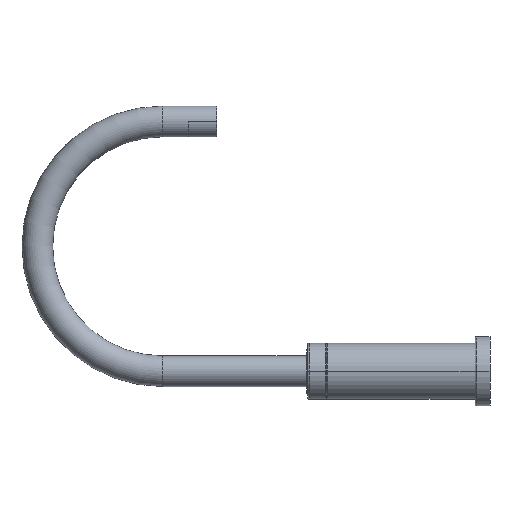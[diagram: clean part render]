
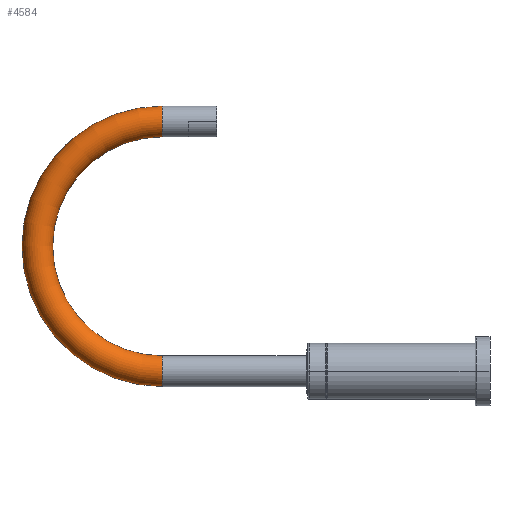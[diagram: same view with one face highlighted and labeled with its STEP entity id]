
A CAD part, left-side view. The second image highlights one B-rep face of the part: STEP entity #4584.
In plain terms, the highlighted toroidal (fillet/blend) face has major radius 90.5 mm and minor radius 11.113 mm.
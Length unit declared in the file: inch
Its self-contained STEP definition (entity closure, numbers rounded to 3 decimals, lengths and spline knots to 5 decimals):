
#1248=CARTESIAN_POINT('',(0.,8.9246,0.));
#1249=DIRECTION('',(0.,-1.,0.));
#1250=DIRECTION('',(0.,0.,1.));
#1251=AXIS2_PLACEMENT_3D('',#1248,#1249,#1250);
#1276=CARTESIAN_POINT('',(0.,8.9246,3.563));
#1277=DIRECTION('',(-1.,0.,0.));
#1278=DIRECTION('',(0.,0.,1.));
#1279=AXIS2_PLACEMENT_3D('',#1276,#1277,#1278);
#1757=CARTESIAN_POINT('',(0.,8.9246,7.126));
#1758=DIRECTION('',(0.,1.,0.));
#1759=DIRECTION('',(0.,0.,-1.));
#1760=AXIS2_PLACEMENT_3D('',#1757,#1758,#1759);
#1762=CARTESIAN_POINT('',(0.,8.9246,3.563));
#1763=DIRECTION('',(-1.,0.,0.));
#1764=DIRECTION('',(0.,0.,1.));
#1765=AXIS2_PLACEMENT_3D('',#1762,#1763,#1764);
#1793=CARTESIAN_POINT('',(0.,8.9246,6.6885));
#1794=CARTESIAN_POINT('',(0.,8.9246,7.5635));
#1795=VERTEX_POINT('',#1793);
#1796=VERTEX_POINT('',#1794);
#1797=CARTESIAN_POINT('',(0.,8.9246,0.4375));
#1798=CARTESIAN_POINT('',(0.,8.9246,-0.4375));
#1799=VERTEX_POINT('',#1797);
#1800=VERTEX_POINT('',#1798);
#4573=CARTESIAN_POINT('',(0.,8.9246,3.563));
#4574=DIRECTION('',(-1.,0.,0.));
#4575=DIRECTION('',(0.,0.,-1.));
#4576=AXIS2_PLACEMENT_3D('',#4573,#4574,#4575);
#4577=TOROIDAL_SURFACE('',#4576,3.563,0.4375);
#4578=ORIENTED_EDGE('',*,*,#3964,.F.);
#4579=ORIENTED_EDGE('',*,*,#3923,.T.);
#4580=ORIENTED_EDGE('',*,*,#3893,.T.);
#4581=ORIENTED_EDGE('',*,*,#3920,.F.);
#4582=EDGE_LOOP('',(#4578,#4579,#4580,#4581));
#4583=FACE_OUTER_BOUND('',#4582,.F.);
#4584=ADVANCED_FACE('',(#4583),#4577,.T.);
#1252=CIRCLE('',#1251,0.4375);
#1280=CIRCLE('',#1279,4.0005);
#1761=CIRCLE('',#1760,0.4375);
#1766=CIRCLE('',#1765,3.1255);
#3893=EDGE_CURVE('',#1799,#1800,#1252,.T.);
#3920=EDGE_CURVE('',#1796,#1800,#1280,.T.);
#3923=EDGE_CURVE('',#1795,#1799,#1766,.T.);
#3964=EDGE_CURVE('',#1795,#1796,#1761,.T.);
